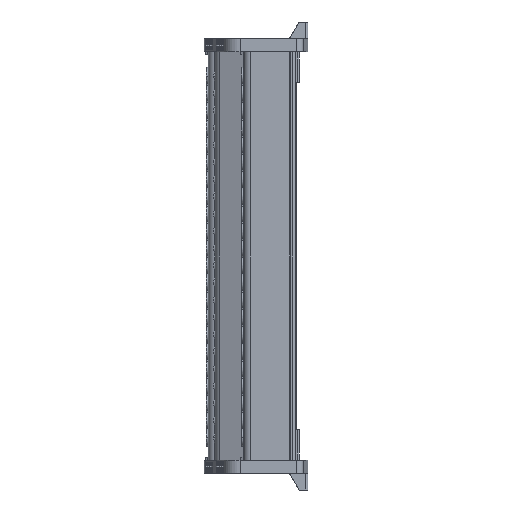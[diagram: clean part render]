
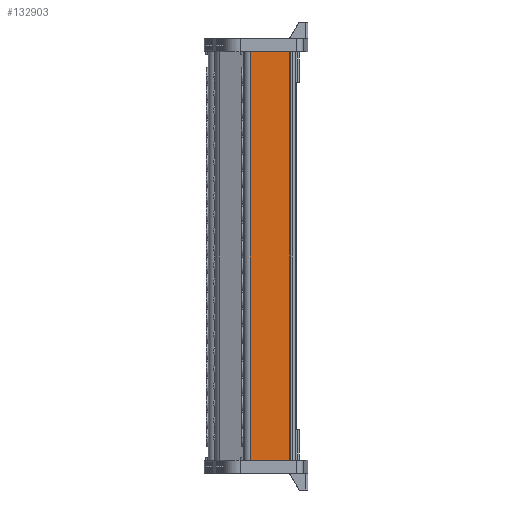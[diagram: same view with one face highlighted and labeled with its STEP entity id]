
A CAD part, left-side view. The second image highlights one B-rep face of the part: STEP entity #132903.
In plain terms, the highlighted planar face has unit normal (-1, 0.018, 0).
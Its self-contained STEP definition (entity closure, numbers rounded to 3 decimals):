
#11097 = EDGE_CURVE ( 'NONE', #119902, #119604, #88373, .T. ) ;
#11137 = EDGE_CURVE ( 'NONE', #119902, #119929, #88545, .T. ) ;
#11225 = EDGE_CURVE ( 'NONE', #119675, #119929, #88853, .T. ) ;
#20822 = ORIENTED_EDGE ( 'NONE', *, *, #133520, .F. ) ;
#20824 = ORIENTED_EDGE ( 'NONE', *, *, #11097, .T. ) ;
#20854 = ORIENTED_EDGE ( 'NONE', *, *, #11225, .T. ) ;
#20865 = ORIENTED_EDGE ( 'NONE', *, *, #11137, .F. ) ;
#35388 = EDGE_LOOP ( 'NONE', ( #20824, #20822, #20854, #20865 ) ) ;
#65263 = AXIS2_PLACEMENT_3D ( 'NONE', #93054, #93051, #93065 ) ;
#70760 = CARTESIAN_POINT ( 'NONE',  ( -328.4, 194.182, -84.687 ) ) ;
#70825 = CARTESIAN_POINT ( 'NONE',  ( -328.4, 194.182, 100.312 ) ) ;
#79043 = CARTESIAN_POINT ( 'NONE',  ( -328.069, 213.132, 100.312 ) ) ;
#79063 = CARTESIAN_POINT ( 'NONE',  ( -328.069, 213.132, -84.687 ) ) ;
#88373 = LINE ( 'NONE', #88374, #100378 ) ;
#88374 = CARTESIAN_POINT ( 'NONE',  ( -328., 217.129, -84.687 ) ) ;
#88382 = DIRECTION ( 'NONE',  ( -0.017, -1., 0. ) ) ;
#88533 = CARTESIAN_POINT ( 'NONE',  ( -328.069, 213.132, -72.177 ) ) ;
#88545 = LINE ( 'NONE', #88533, #100426 ) ;
#88565 = DIRECTION ( 'NONE',  ( 0., 0., 1. ) ) ;
#88845 = DIRECTION ( 'NONE',  ( 0.017, 1., 0. ) ) ;
#88849 = CARTESIAN_POINT ( 'NONE',  ( -328., 217.129, 100.312 ) ) ;
#88853 = LINE ( 'NONE', #88849, #100479 ) ;
#93020 = FACE_OUTER_BOUND ( 'NONE', #35388, .T. ) ;
#93051 = DIRECTION ( 'NONE',  ( 1., -0.017, 0. ) ) ;
#93054 = CARTESIAN_POINT ( 'NONE',  ( -328., 217.129, -85.372 ) ) ;
#93062 = PLANE ( 'NONE',  #65263 ) ;
#93065 = DIRECTION ( 'NONE',  ( 0.017, 1., 0. ) ) ;
#97658 = VECTOR ( 'NONE', #103754, 1000. ) ;
#100378 = VECTOR ( 'NONE', #88382, 1000. ) ;
#100426 = VECTOR ( 'NONE', #88565, 1000. ) ;
#100479 = VECTOR ( 'NONE', #88845, 1000. ) ;
#103754 = DIRECTION ( 'NONE',  ( 0., 0., -1. ) ) ;
#103801 = LINE ( 'NONE', #103812, #97658 ) ;
#103812 = CARTESIAN_POINT ( 'NONE',  ( -328.4, 194.182, -85.372 ) ) ;
#119604 = VERTEX_POINT ( 'NONE', #70760 ) ;
#119675 = VERTEX_POINT ( 'NONE', #70825 ) ;
#119902 = VERTEX_POINT ( 'NONE', #79063 ) ;
#119929 = VERTEX_POINT ( 'NONE', #79043 ) ;
#132903 = ADVANCED_FACE ( 'NONE', ( #93020 ), #93062, .F. ) ;
#133520 = EDGE_CURVE ( 'NONE', #119675, #119604, #103801, .T. ) ;
